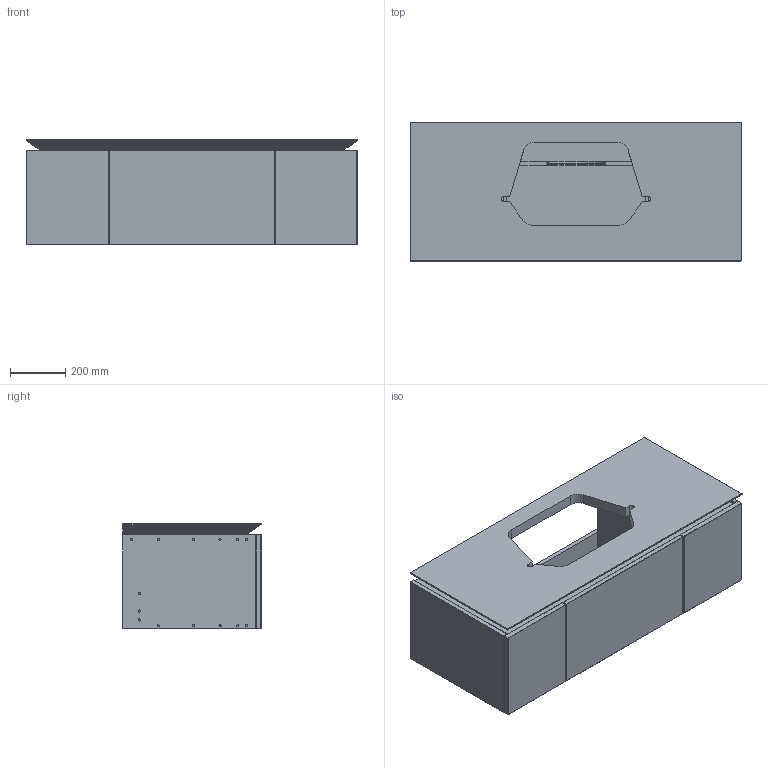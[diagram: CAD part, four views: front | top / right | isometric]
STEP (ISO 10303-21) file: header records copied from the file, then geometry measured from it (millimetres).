
FILE_DESCRIPTION((' '),'2;1');
FILE_NAME('B75700_B757L0.stp','2022-05-16T10:21:57',(' '),(' '),' ','ACIS',' ');
FILE_SCHEMA(('CONFIG_CONTROL_DESIGN'));
Length unit declared in the file: millimetre
Products named in the file (22): B75700_B757L0.stp; Körper1; Körper2; Körper3; Körper4; Körper5; Körper6; Körper7; Körper8; Körper9; Körper10; Körper11; Körper12; Körper13; Körper14; Körper15; Körper16; Körper17; Körper18; Körper19; Körper20; Körper21
Assembly tree (21 placements, depth 2):
  B75700_B757L0.stp
    Körper1
    Körper2
    Körper3
    Körper4
    Körper5
    Körper6
    Körper7
    Körper8
    Körper9
    Körper10
    Körper11
    Körper12
    Körper13
    Körper14
    Körper15
    Körper16
    Körper17
    Körper18
    Körper19
    Körper20
    Körper21
Bounding box: 1200.5 x 500 x 381 mm (x, y, z)
Volume: 59254610.1 mm3; surface area: 6411495.5 mm2
Topology: 21 solids, 21 shells, 693 faces, 1390 edges, 920 vertices
Faces by surface type: plane 454, cylinder 237, cone 1, torus 1
Full cylindrical faces by diameter (mm): 3 x48, 5 x29, 6.5 x6, 8 x54, 8.01 x48, 10 x22, 26 x1
Entity records: 19816 total; most frequent: DIRECTION 3082, CARTESIAN_POINT 2780, ORIENTED_EDGE 2256, AXIS2_PLACEMENT_3D 1223, EDGE_LOOP 1136, EDGE_CURVE 1128, VERTEX_POINT 868, FACE_OUTER_BOUND 693
